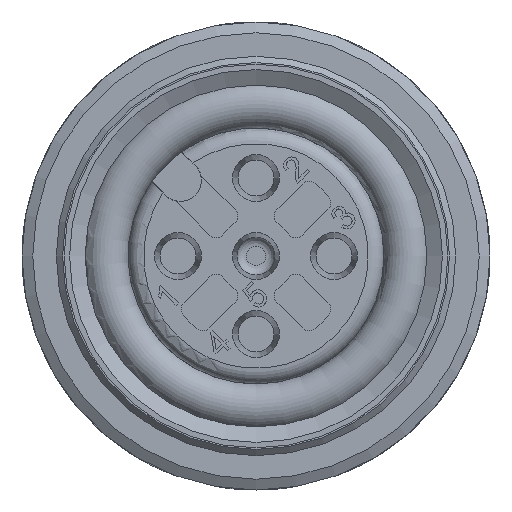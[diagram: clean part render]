
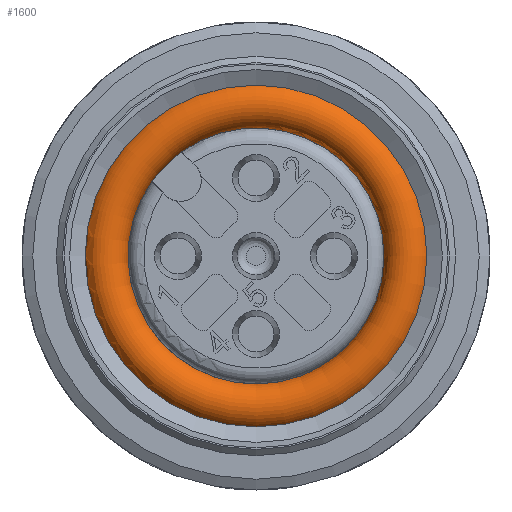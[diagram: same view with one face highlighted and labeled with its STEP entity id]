
A CAD part, left-side view. The second image highlights one B-rep face of the part: STEP entity #1600.
In plain terms, the highlighted toroidal (fillet/blend) face has major radius 4.845 mm and minor radius 0.75 mm.
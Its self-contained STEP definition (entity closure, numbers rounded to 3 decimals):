
#198=TOROIDAL_SURFACE('',#10121,4.845,0.75);
#1600=ADVANCED_FACE('',(#2501,#2502,#2503),#198,.T.);
#2256=CIRCLE('',#10112,4.723);
#2257=CIRCLE('',#10115,4.1);
#2258=CIRCLE('',#10118,4.1);
#2259=CIRCLE('',#10120,5.475);
#2501=FACE_BOUND('',#2955,.T.);
#2502=FACE_BOUND('',#2956,.T.);
#2503=FACE_BOUND('',#2957,.T.);
#2955=EDGE_LOOP('',(#5798,#5799,#5800,#5801));
#2956=EDGE_LOOP('',(#5802));
#2957=EDGE_LOOP('',(#5803));
#5798=ORIENTED_EDGE('',*,*,#8750,.F.);
#5799=ORIENTED_EDGE('',*,*,#8748,.T.);
#5800=ORIENTED_EDGE('',*,*,#8746,.F.);
#5801=ORIENTED_EDGE('',*,*,#8743,.T.);
#5802=ORIENTED_EDGE('',*,*,#8742,.F.);
#5803=ORIENTED_EDGE('',*,*,#8751,.T.);
#7590=VERTEX_POINT('',#16504);
#7591=VERTEX_POINT('',#16512);
#7592=VERTEX_POINT('',#16513);
#7593=VERTEX_POINT('',#16518);
#7594=VERTEX_POINT('',#16527);
#7595=VERTEX_POINT('',#16533);
#8742=EDGE_CURVE('',#7590,#7590,#2256,.T.);
#8743=EDGE_CURVE('',#7591,#7592,#9571,.T.);
#8746=EDGE_CURVE('',#7591,#7593,#2257,.T.);
#8748=EDGE_CURVE('',#7594,#7593,#9572,.T.);
#8750=EDGE_CURVE('',#7594,#7592,#2258,.T.);
#8751=EDGE_CURVE('',#7595,#7595,#2259,.T.);
#9571=B_SPLINE_CURVE_WITH_KNOTS('',3,(#16506,#16507,#16508,#16509,#16510,
#16511),.UNSPECIFIED.,.F.,.F.,(4,2,4),(0.,0.444,1.),
 .UNSPECIFIED.);
#9572=B_SPLINE_CURVE_WITH_KNOTS('',3,(#16521,#16522,#16523,#16524,#16525,
#16526),.UNSPECIFIED.,.F.,.F.,(4,2,4),(0.,0.41,1.),
 .UNSPECIFIED.);
#10112=AXIS2_PLACEMENT_3D('',#16503,#11547,#11548);
#10115=AXIS2_PLACEMENT_3D('',#16517,#11555,#11556);
#10118=AXIS2_PLACEMENT_3D('',#16530,#11563,#11564);
#10120=AXIS2_PLACEMENT_3D('',#16532,#11567,#11568);
#10121=AXIS2_PLACEMENT_3D('',#16534,#11569,#11570);
#11547=DIRECTION('',(-1.,0.,0.));
#11548=DIRECTION('',(0.,0.,-1.));
#11555=DIRECTION('',(-1.,0.,0.));
#11556=DIRECTION('',(0.,0.,-1.));
#11563=DIRECTION('',(1.,0.,0.));
#11564=DIRECTION('',(0.,0.,1.));
#11567=DIRECTION('',(-1.,0.,0.));
#11568=DIRECTION('',(0.,0.,-1.));
#11569=DIRECTION('',(1.,0.,0.));
#11570=DIRECTION('',(0.,0.,1.));
#16503=CARTESIAN_POINT('',(38.951,0.,0.));
#16504=CARTESIAN_POINT('',(38.951,0.,-4.723));
#16506=CARTESIAN_POINT('',(38.125,3.337,2.382));
#16507=CARTESIAN_POINT('',(38.15,3.335,2.38));
#16508=CARTESIAN_POINT('',(38.176,3.334,2.379));
#16509=CARTESIAN_POINT('',(38.233,3.333,2.378));
#16510=CARTESIAN_POINT('',(38.266,3.334,2.38));
#16511=CARTESIAN_POINT('',(38.297,3.337,2.382));
#16512=CARTESIAN_POINT('',(38.125,3.337,2.382));
#16513=CARTESIAN_POINT('',(38.297,3.337,2.382));
#16517=CARTESIAN_POINT('',(38.125,0.,0.));
#16518=CARTESIAN_POINT('',(38.125,2.382,3.337));
#16521=CARTESIAN_POINT('',(38.297,2.382,3.337));
#16522=CARTESIAN_POINT('',(38.274,2.38,3.335));
#16523=CARTESIAN_POINT('',(38.25,2.379,3.334));
#16524=CARTESIAN_POINT('',(38.192,2.378,3.333));
#16525=CARTESIAN_POINT('',(38.158,2.379,3.334));
#16526=CARTESIAN_POINT('',(38.125,2.382,3.337));
#16527=CARTESIAN_POINT('',(38.297,2.382,3.337));
#16530=CARTESIAN_POINT('',(38.297,0.,0.));
#16532=CARTESIAN_POINT('',(37.804,0.,0.));
#16533=CARTESIAN_POINT('',(37.804,0.,-5.475));
#16534=CARTESIAN_POINT('',(38.211,0.,0.));
